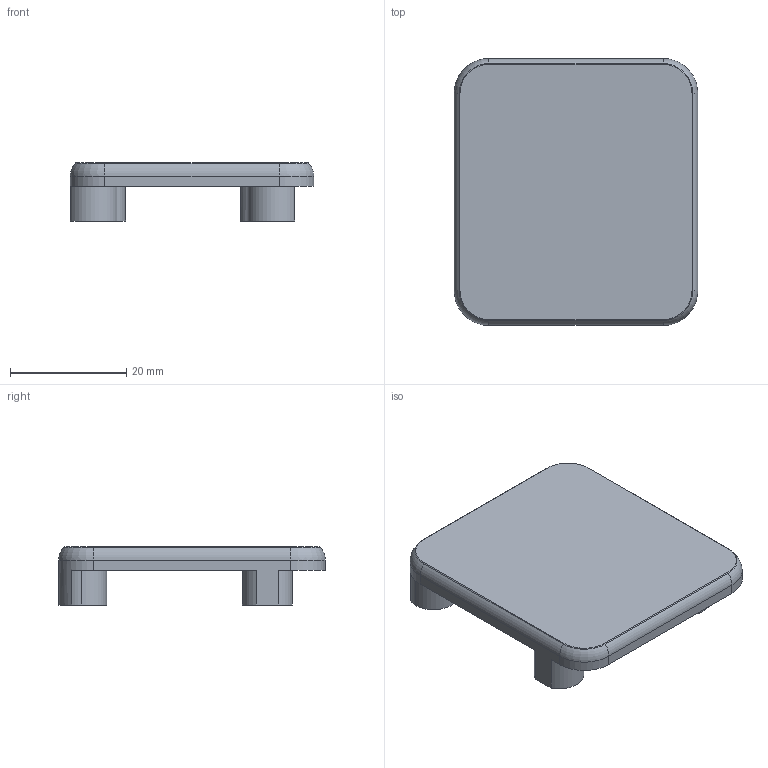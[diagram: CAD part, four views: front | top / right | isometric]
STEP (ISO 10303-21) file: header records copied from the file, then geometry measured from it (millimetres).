
FILE_DESCRIPTION (( 'STEP AP203' ), '1' );
FILE_NAME ('Blank Cover.STEP', '2022-10-31T00:42:04', ( '' ), ( '' ), 'SwSTEP 2.0', 'SolidWorks 2022', '' );
FILE_SCHEMA (( 'CONFIG_CONTROL_DESIGN' ));
Length unit declared in the file: millimetre
Products named in the file (1): Blank Cover
Bounding box: 42 x 46 x 10 mm (x, y, z)
Volume: 7748.2 mm3; surface area: 5408.1 mm2
Topology: 1 solids, 1 shells, 63 faces, 152 edges, 96 vertices
Faces by surface type: cylinder 30, plane 25, cone 4, torus 4
Entity records: 1927 total; most frequent: DIRECTION 352, CARTESIAN_POINT 312, ORIENTED_EDGE 304, EDGE_CURVE 152, AXIS2_PLACEMENT_3D 136, VERTEX_POINT 96, VECTOR 80, LINE 80
